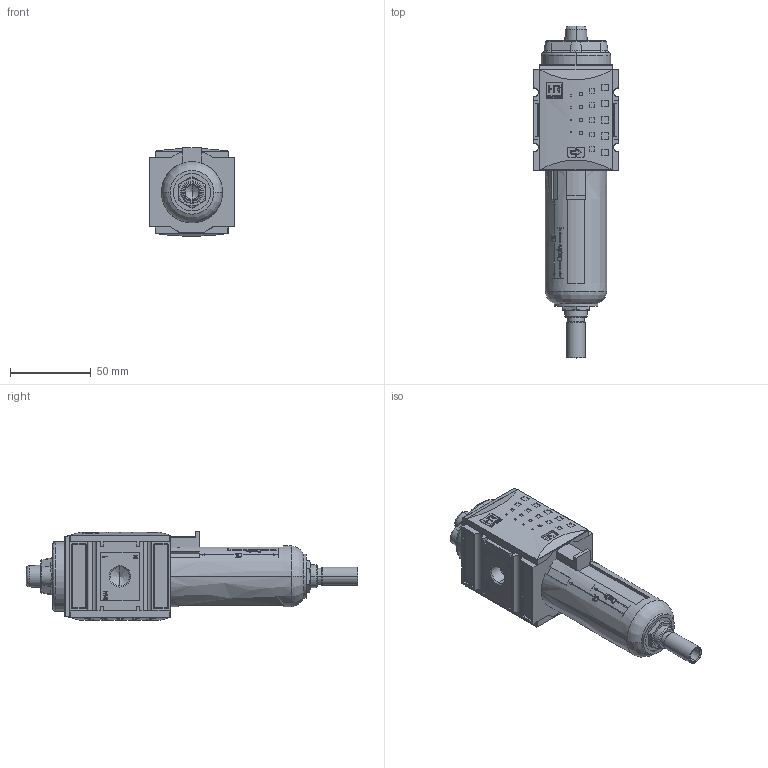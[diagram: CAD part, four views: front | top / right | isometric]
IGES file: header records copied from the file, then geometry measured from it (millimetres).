
Start section: SolidWorks IGES file using analytic representation for surfaces
Global section: file name: KPFI-114 AM DA.IGS; native system: SolidWorks 2013; preprocessor: SolidWorks 2013; author: technolog; date: 140109.115041; units: millimetre
Bounding box: 52 x 205 x 54.59 mm (x, y, z)
Volume: 255505.4 mm3; surface area: 62802.4 mm2
Topology: 13 solids, 13 shells, 1280 faces, 6864 edges, 8880 vertices
Faces by surface type: plane 766, revolution 399, bspline 115
